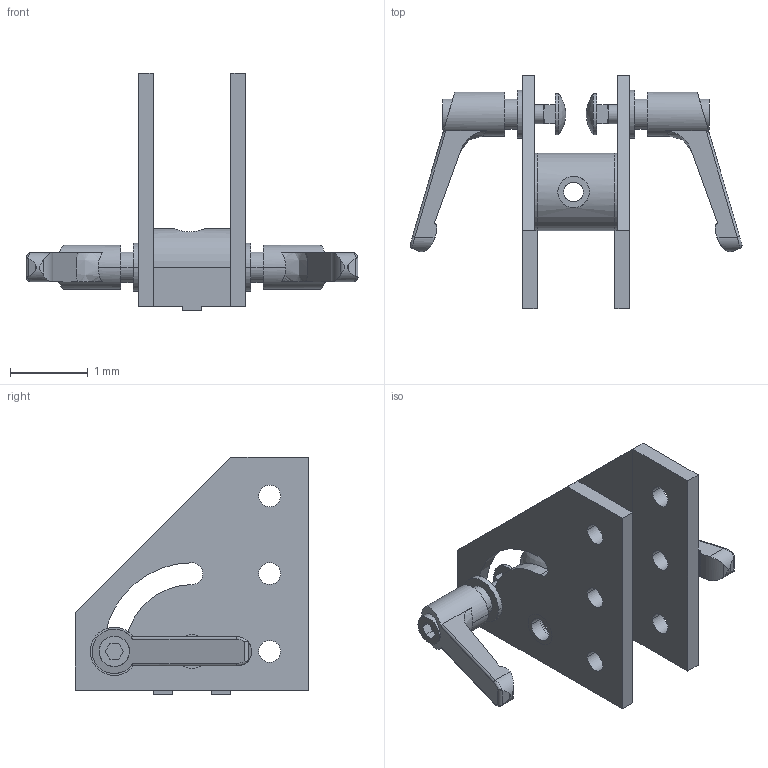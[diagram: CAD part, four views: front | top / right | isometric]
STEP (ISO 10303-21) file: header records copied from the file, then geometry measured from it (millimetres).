
FILE_DESCRIPTION((''),'2;1');
FILE_NAME('10HI8361.stp','2015-07-14T08:16:18',(''),(''),'Mechanical Desktop 2011','Mechanical Desktop 2011',', , ');
FILE_SCHEMA(('CONFIG_CONTROL_DESIGN'));
Length unit declared in the file: millimetre
Products named in the file (1): Product
Bounding box: 4.27 x 3 x 3.06 mm (x, y, z)
Volume: 3.8 mm3; surface area: 55.4 mm2
Topology: 13 solids, 13 shells, 215 faces, 519 edges, 337 vertices
Faces by surface type: cylinder 77, bspline 67, plane 65, cone 4, sphere 2
Entity records: 7740 total; most frequent: CARTESIAN_POINT 2708, ORIENTED_EDGE 1030, DIRECTION 984, EDGE_CURVE 515, AXIS2_PLACEMENT_3D 362, VERTEX_POINT 337, EDGE_LOOP 264, VECTOR 260
